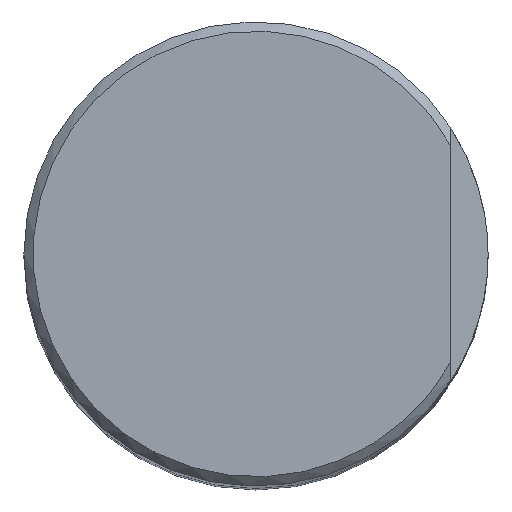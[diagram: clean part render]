
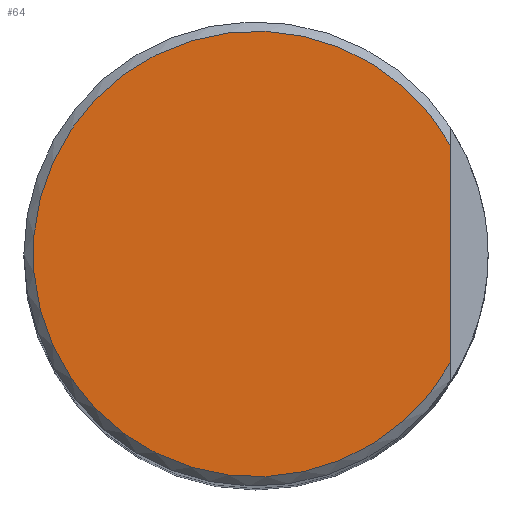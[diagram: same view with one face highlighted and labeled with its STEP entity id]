
A CAD part, top view. The second image highlights one B-rep face of the part: STEP entity #64.
In plain terms, the highlighted planar face has unit normal (0, 0, 1).
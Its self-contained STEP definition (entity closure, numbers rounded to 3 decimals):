
#44=PLANE('',#318);
#53=FACE_OUTER_BOUND('',#94,.T.);
#64=ADVANCED_FACE('',(#53),#44,.T.);
#80=CIRCLE('',#317,12.);
#94=EDGE_LOOP('',(#120,#121));
#120=ORIENTED_EDGE('',*,*,#172,.T.);
#121=ORIENTED_EDGE('',*,*,#173,.T.);
#158=VERTEX_POINT('',#452);
#159=VERTEX_POINT('',#453);
#172=EDGE_CURVE('',#158,#159,#234,.T.);
#173=EDGE_CURVE('',#159,#158,#80,.T.);
#234=LINE('',#451,#251);
#251=VECTOR('',#366,1.);
#317=AXIS2_PLACEMENT_3D('',#454,#367,#368);
#318=AXIS2_PLACEMENT_3D('',#455,#369,#370);
#366=DIRECTION('',(0.,1.,0.));
#367=DIRECTION('',(0.,0.,1.));
#368=DIRECTION('',(1.,0.,0.));
#369=DIRECTION('',(0.,0.,1.));
#370=DIRECTION('',(1.,0.,0.));
#451=CARTESIAN_POINT('',(10.5,0.,0.));
#452=CARTESIAN_POINT('',(10.5,-5.809,0.));
#453=CARTESIAN_POINT('',(10.5,5.809,0.));
#454=CARTESIAN_POINT('',(0.,0.,0.));
#455=CARTESIAN_POINT('',(0.,0.,0.));
